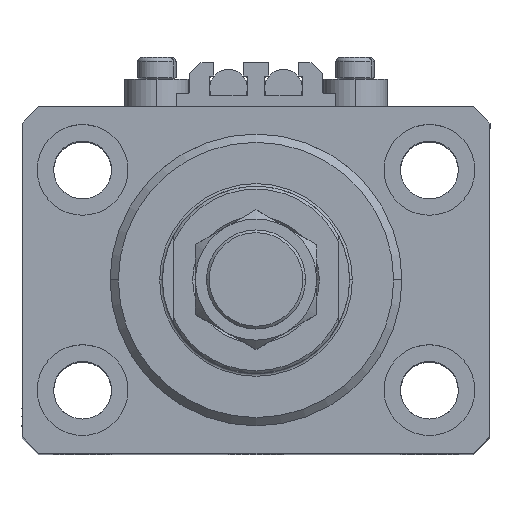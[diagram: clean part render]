
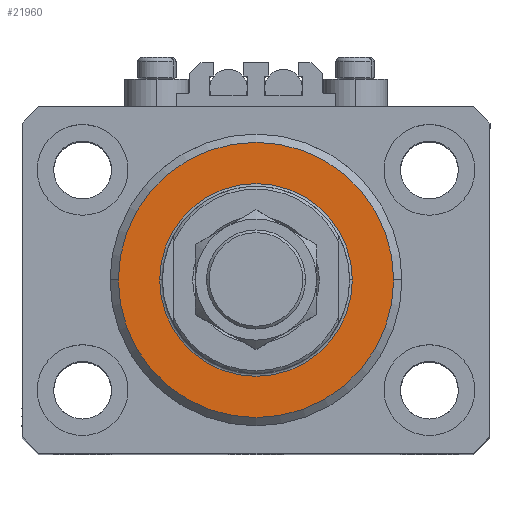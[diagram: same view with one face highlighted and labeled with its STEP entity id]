
A CAD part, top view. The second image highlights one B-rep face of the part: STEP entity #21960.
In plain terms, the highlighted face is planar.
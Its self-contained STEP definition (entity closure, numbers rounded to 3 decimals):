
#1771 = CIRCLE ( 'NONE', #15820, 25. ) ;
#2252 = PLANE ( 'NONE',  #24950 ) ;
#2759 = DIRECTION ( 'NONE',  ( 0., 0., 1. ) ) ;
#3012 = DIRECTION ( 'NONE',  ( 1., 0., 0. ) ) ;
#3214 = CARTESIAN_POINT ( 'NONE',  ( 25., 0., 0. ) ) ;
#6089 = CARTESIAN_POINT ( 'NONE',  ( 17.5, 0., 0. ) ) ;
#7066 = EDGE_CURVE ( 'NONE', #48070, #43797, #50443, .T. ) ;
#7505 = AXIS2_PLACEMENT_3D ( 'NONE', #43614, #39735, #16184 ) ;
#7550 = CARTESIAN_POINT ( 'NONE',  ( -25., 0., 0. ) ) ;
#7943 = EDGE_CURVE ( 'NONE', #45842, #37638, #1771, .T. ) ;
#8770 = CARTESIAN_POINT ( 'NONE',  ( 0., 0., 0. ) ) ;
#9853 = DIRECTION ( 'NONE',  ( 0., 0., -1. ) ) ;
#9862 = DIRECTION ( 'NONE',  ( 1., 0., 0. ) ) ;
#14702 = AXIS2_PLACEMENT_3D ( 'NONE', #50421, #45298, #9862 ) ;
#15820 = AXIS2_PLACEMENT_3D ( 'NONE', #46049, #9853, #30522 ) ;
#16184 = DIRECTION ( 'NONE',  ( 1., 0., 0. ) ) ;
#20148 = ORIENTED_EDGE ( 'NONE', *, *, #49995, .T. ) ;
#21960 = ADVANCED_FACE ( 'NONE', ( #25793, #37685 ), #2252, .F. ) ;
#24581 = CIRCLE ( 'NONE', #14702, 17.5 ) ;
#24950 = AXIS2_PLACEMENT_3D ( 'NONE', #38195, #2759, #3012 ) ;
#25793 = FACE_BOUND ( 'NONE', #25938, .T. ) ;
#25938 = EDGE_LOOP ( 'NONE', ( #20148, #44112 ) ) ;
#28956 = DIRECTION ( 'NONE',  ( 0., 0., -1. ) ) ;
#30522 = DIRECTION ( 'NONE',  ( 1., 0., 0. ) ) ;
#31145 = CIRCLE ( 'NONE', #37763, 25. ) ;
#35120 = EDGE_CURVE ( 'NONE', #37638, #45842, #31145, .T. ) ;
#37638 = VERTEX_POINT ( 'NONE', #3214 ) ;
#37685 = FACE_OUTER_BOUND ( 'NONE', #40550, .T. ) ;
#37763 = AXIS2_PLACEMENT_3D ( 'NONE', #8770, #28956, #40341 ) ;
#38195 = CARTESIAN_POINT ( 'NONE',  ( 0., 0., 0. ) ) ;
#39104 = ORIENTED_EDGE ( 'NONE', *, *, #7943, .T. ) ;
#39735 = DIRECTION ( 'NONE',  ( 0., 0., 1. ) ) ;
#40341 = DIRECTION ( 'NONE',  ( 1., 0., 0. ) ) ;
#40550 = EDGE_LOOP ( 'NONE', ( #50063, #39104 ) ) ;
#43614 = CARTESIAN_POINT ( 'NONE',  ( 0., 0., 0. ) ) ;
#43797 = VERTEX_POINT ( 'NONE', #6089 ) ;
#44112 = ORIENTED_EDGE ( 'NONE', *, *, #7066, .T. ) ;
#45298 = DIRECTION ( 'NONE',  ( 0., 0., 1. ) ) ;
#45842 = VERTEX_POINT ( 'NONE', #7550 ) ;
#46049 = CARTESIAN_POINT ( 'NONE',  ( 0., 0., 0. ) ) ;
#47902 = CARTESIAN_POINT ( 'NONE',  ( -17.5, 0., 0. ) ) ;
#48070 = VERTEX_POINT ( 'NONE', #47902 ) ;
#49995 = EDGE_CURVE ( 'NONE', #43797, #48070, #24581, .T. ) ;
#50063 = ORIENTED_EDGE ( 'NONE', *, *, #35120, .T. ) ;
#50421 = CARTESIAN_POINT ( 'NONE',  ( 0., 0., 0. ) ) ;
#50443 = CIRCLE ( 'NONE', #7505, 17.5 ) ;
